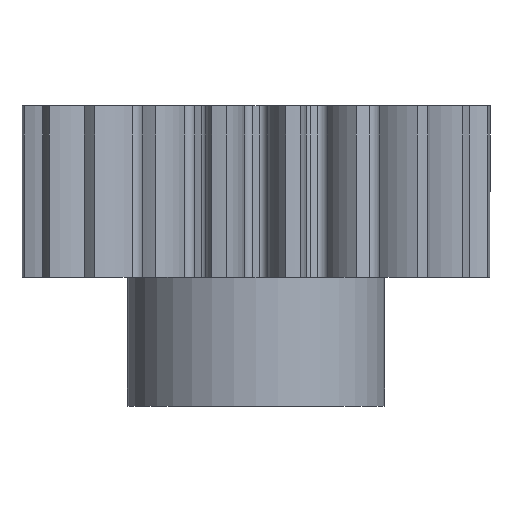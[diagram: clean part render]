
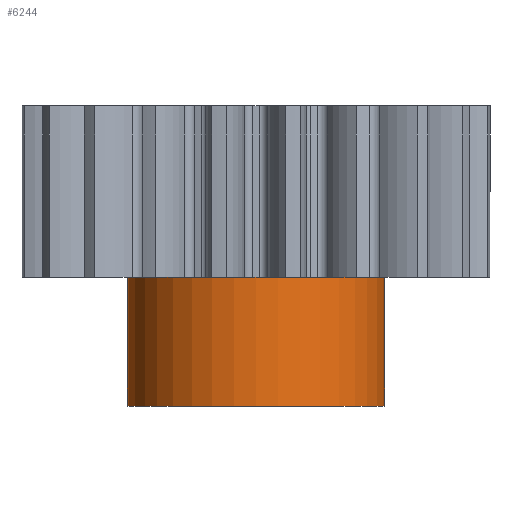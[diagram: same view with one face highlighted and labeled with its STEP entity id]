
A CAD part, front view. The second image highlights one B-rep face of the part: STEP entity #6244.
In plain terms, the highlighted cylindrical face has radius 15 mm (diameter 30 mm), a partial arc.
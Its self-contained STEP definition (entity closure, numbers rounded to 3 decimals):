
#47 = CYLINDRICAL_SURFACE ( 'NONE', #1077, 15. ) ;
#57 = FACE_OUTER_BOUND ( 'NONE', #2426, .T. ) ;
#80 = EDGE_CURVE ( 'NONE', #2675, #2674, #4699, .T. ) ;
#82 = AXIS2_PLACEMENT_3D ( 'NONE', #4469, #4540, #4470 ) ;
#199 = EDGE_CURVE ( 'NONE', #2725, #2669, #5060, .T. ) ;
#382 = EDGE_CURVE ( 'NONE', #2669, #2674, #4897, .T. ) ;
#383 = EDGE_CURVE ( 'NONE', #2725, #2675, #4899, .T. ) ;
#649 = AXIS2_PLACEMENT_3D ( 'NONE', #6630, #6629, #6628 ) ;
#1077 = AXIS2_PLACEMENT_3D ( 'NONE', #4365, #4364, #4353 ) ;
#1535 = DIRECTION ( 'NONE',  ( 0., 0., 1. ) ) ;
#1536 = CARTESIAN_POINT ( 'NONE',  ( 15., 0., -35. ) ) ;
#1544 = DIRECTION ( 'NONE',  ( 0., 0., 1. ) ) ;
#1545 = CARTESIAN_POINT ( 'NONE',  ( -15., 0., -35. ) ) ;
#2426 = EDGE_LOOP ( 'NONE', ( #3045, #2905, #3068, #3070 ) ) ;
#2669 = VERTEX_POINT ( 'NONE', #5876 ) ;
#2674 = VERTEX_POINT ( 'NONE', #5871 ) ;
#2675 = VERTEX_POINT ( 'NONE', #5870 ) ;
#2725 = VERTEX_POINT ( 'NONE', #5813 ) ;
#2905 = ORIENTED_EDGE ( 'NONE', *, *, #199, .F. ) ;
#3045 = ORIENTED_EDGE ( 'NONE', *, *, #382, .F. ) ;
#3068 = ORIENTED_EDGE ( 'NONE', *, *, #383, .T. ) ;
#3070 = ORIENTED_EDGE ( 'NONE', *, *, #80, .T. ) ;
#4353 = DIRECTION ( 'NONE',  ( 1., 0., 0. ) ) ;
#4364 = DIRECTION ( 'NONE',  ( 0., 0., 1. ) ) ;
#4365 = CARTESIAN_POINT ( 'NONE',  ( 0., 0., -35. ) ) ;
#4469 = CARTESIAN_POINT ( 'NONE',  ( 0., 0., 0. ) ) ;
#4470 = DIRECTION ( 'NONE',  ( 1., 0., 0. ) ) ;
#4540 = DIRECTION ( 'NONE',  ( 0., 0., -1. ) ) ;
#4699 = CIRCLE ( 'NONE', #82, 15. ) ;
#4891 = VECTOR ( 'NONE', #1544, 1000. ) ;
#4897 = LINE ( 'NONE', #1545, #4891 ) ;
#4899 = LINE ( 'NONE', #1536, #4918 ) ;
#4918 = VECTOR ( 'NONE', #1535, 1000. ) ;
#5060 = CIRCLE ( 'NONE', #649, 15. ) ;
#5813 = CARTESIAN_POINT ( 'NONE',  ( 15., 0., -15. ) ) ;
#5870 = CARTESIAN_POINT ( 'NONE',  ( 15., 0., 0. ) ) ;
#5871 = CARTESIAN_POINT ( 'NONE',  ( -15., 0., 0. ) ) ;
#5876 = CARTESIAN_POINT ( 'NONE',  ( -15., 0., -15. ) ) ;
#6244 = ADVANCED_FACE ( 'NONE', ( #57 ), #47, .T. ) ;
#6628 = DIRECTION ( 'NONE',  ( 1., 0., 0. ) ) ;
#6629 = DIRECTION ( 'NONE',  ( 0., 0., -1. ) ) ;
#6630 = CARTESIAN_POINT ( 'NONE',  ( 0., 0., -15. ) ) ;
